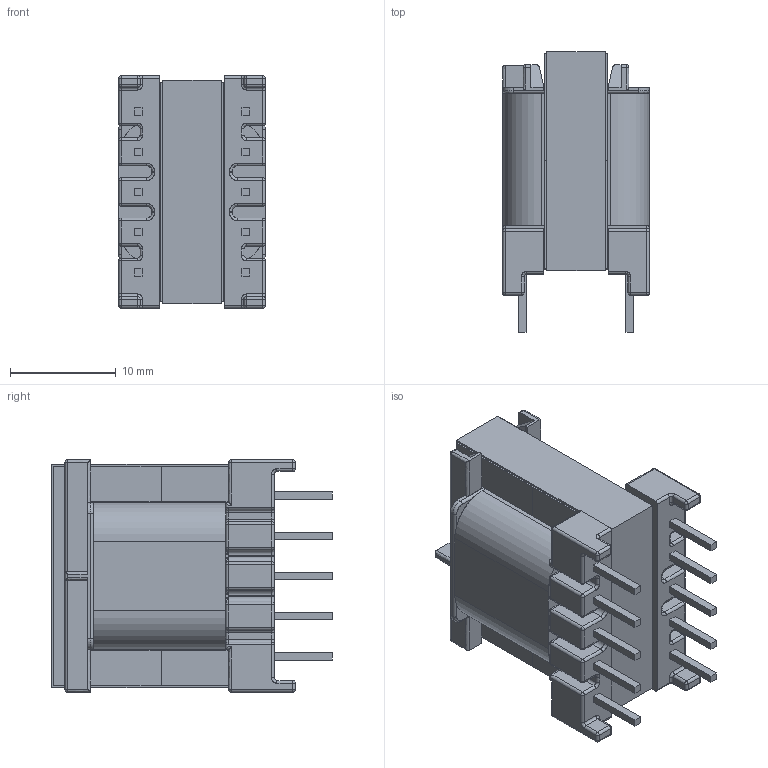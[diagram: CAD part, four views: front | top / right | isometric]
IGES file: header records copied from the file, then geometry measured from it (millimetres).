
Start section: SolidWorks IGES file using analytic representation for surfaces
Global section: file name: EE20-10-6_5248.IGS; native system: SolidWorks 2017; preprocessor: SolidWorks 2017; author: tisha.pedersen; date: 190131.105709; units: millimetre
Bounding box: 13.9 x 26.56 x 22 mm (x, y, z)
Surface area: 6301.4 mm2 (no closed solid volume)
Topology: 0 solids, 0 shells, 529 faces, 2976 edges, 2920 vertices
Faces by surface type: bspline 269, revolution 260
